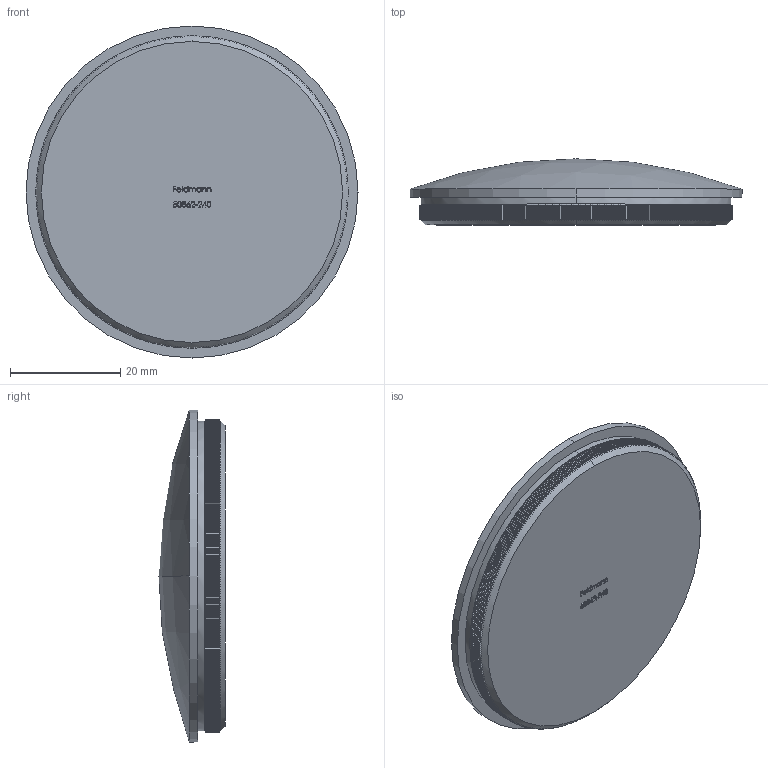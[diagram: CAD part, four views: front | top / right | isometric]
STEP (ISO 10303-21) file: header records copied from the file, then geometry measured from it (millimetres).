
FILE_DESCRIPTION (( 'STEP AP203' ), '1' );
FILE_NAME ('50862-240.step', '2018-12-03T10:29:54', ( '' ), ( '' ), 'SwSTEP 2.0', 'SolidWorks 2015', '' );
FILE_SCHEMA (( 'CONFIG_CONTROL_DESIGN' ));
Products named in the file (1): 50862-240
Bounding box: 60.3 x 12 x 60.3 mm (x, y, z)
Volume: 24687.3 mm3; surface area: 7184.4 mm2
Topology: 1 solids, 1 shells, 1880 faces, 4730 edges, 2879 vertices
Faces by surface type: plane 940, cylinder 414, cone 412, bspline 112, sphere 2
Entity records: 63305 total; most frequent: CARTESIAN_POINT 21570, ORIENTED_EDGE 9460, DIRECTION 7646, EDGE_CURVE 4730, AXIS2_PLACEMENT_3D 3011, VERTEX_POINT 2879, EDGE_LOOP 1907, ADVANCED_FACE 1880
